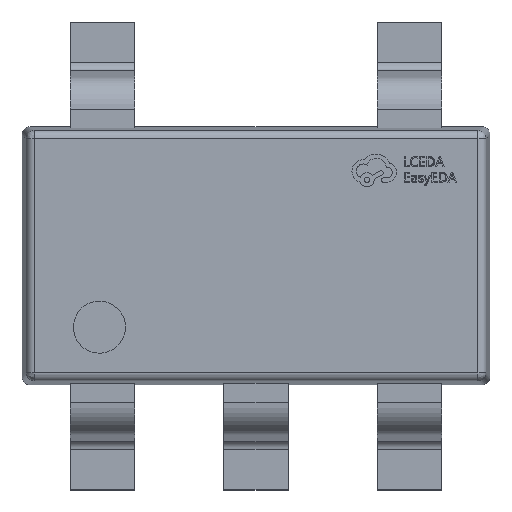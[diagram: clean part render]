
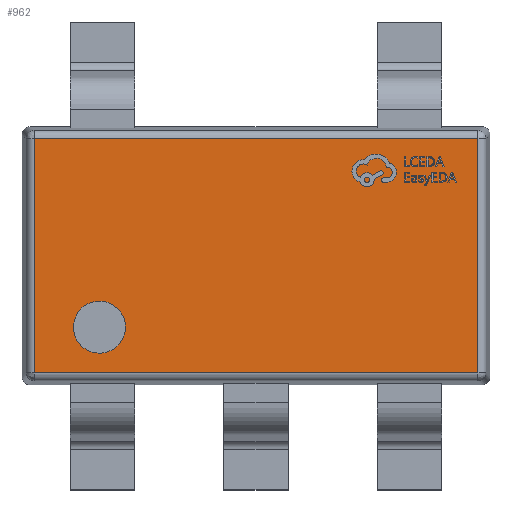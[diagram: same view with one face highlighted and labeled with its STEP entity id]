
A CAD part, top view. The second image highlights one B-rep face of the part: STEP entity #962.
In plain terms, the highlighted free-form (B-spline) face has degree [1, 1] with [2, 2] control points.
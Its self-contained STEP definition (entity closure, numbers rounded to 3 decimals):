
#24 = VERTEX_POINT('',#25);
#25 = CARTESIAN_POINT('',(-0.809,-0.443,1.1));
#30 = EDGE_CURVE('',#31,#24,#33,.T.);
#31 = VERTEX_POINT('',#32);
#32 = CARTESIAN_POINT('',(-1.131,-0.443,1.1));
#33 = ( BOUNDED_CURVE() B_SPLINE_CURVE(2,(#34,#35,#36,#37,#38),
.UNSPECIFIED.,.F.,.F.) B_SPLINE_CURVE_WITH_KNOTS((3,2,3),(3.142,
4.712,6.283),.PIECEWISE_BEZIER_KNOTS.) CURVE() 
GEOMETRIC_REPRESENTATION_ITEM() RATIONAL_B_SPLINE_CURVE((1.,
0.707,1.,0.707,1.)) REPRESENTATION_ITEM('') );
#34 = CARTESIAN_POINT('',(-1.131,-0.443,1.1));
#35 = CARTESIAN_POINT('',(-1.131,-0.604,1.1));
#36 = CARTESIAN_POINT('',(-0.97,-0.604,1.1));
#37 = CARTESIAN_POINT('',(-0.809,-0.604,1.1));
#38 = CARTESIAN_POINT('',(-0.809,-0.443,1.1));
#962 = ADVANCED_FACE('',(#963,#993),#1004,.T.);
#963 = FACE_BOUND('',#964,.T.);
#964 = EDGE_LOOP('',(#965,#974,#981,#988));
#965 = ORIENTED_EDGE('',*,*,#966,.T.);
#966 = EDGE_CURVE('',#967,#969,#971,.T.);
#967 = VERTEX_POINT('',#968);
#968 = CARTESIAN_POINT('',(-1.375,0.725,1.1));
#969 = VERTEX_POINT('',#970);
#970 = CARTESIAN_POINT('',(-1.375,-0.725,1.1));
#971 = B_SPLINE_CURVE_WITH_KNOTS('',1,(#972,#973),.UNSPECIFIED.,.F.,.F.,
  (2,2),(-1.497,-0.047),.PIECEWISE_BEZIER_KNOTS.);
#972 = CARTESIAN_POINT('',(-1.375,0.725,1.1));
#973 = CARTESIAN_POINT('',(-1.375,-0.725,1.1));
#974 = ORIENTED_EDGE('',*,*,#975,.T.);
#975 = EDGE_CURVE('',#969,#976,#978,.T.);
#976 = VERTEX_POINT('',#977);
#977 = CARTESIAN_POINT('',(1.375,-0.725,1.1));
#978 = B_SPLINE_CURVE_WITH_KNOTS('',1,(#979,#980),.UNSPECIFIED.,.F.,.F.,
  (2,2),(-2.797,-0.047),.PIECEWISE_BEZIER_KNOTS.);
#979 = CARTESIAN_POINT('',(-1.375,-0.725,1.1));
#980 = CARTESIAN_POINT('',(1.375,-0.725,1.1));
#981 = ORIENTED_EDGE('',*,*,#982,.T.);
#982 = EDGE_CURVE('',#976,#983,#985,.T.);
#983 = VERTEX_POINT('',#984);
#984 = CARTESIAN_POINT('',(1.375,0.725,1.1));
#985 = B_SPLINE_CURVE_WITH_KNOTS('',1,(#986,#987),.UNSPECIFIED.,.F.,.F.,
  (2,2),(-1.497,-0.047),.PIECEWISE_BEZIER_KNOTS.);
#986 = CARTESIAN_POINT('',(1.375,-0.725,1.1));
#987 = CARTESIAN_POINT('',(1.375,0.725,1.1));
#988 = ORIENTED_EDGE('',*,*,#989,.T.);
#989 = EDGE_CURVE('',#983,#967,#990,.T.);
#990 = B_SPLINE_CURVE_WITH_KNOTS('',1,(#991,#992),.UNSPECIFIED.,.F.,.F.,
  (2,2),(-2.797,-0.047),.PIECEWISE_BEZIER_KNOTS.);
#991 = CARTESIAN_POINT('',(1.375,0.725,1.1));
#992 = CARTESIAN_POINT('',(-1.375,0.725,1.1));
#993 = FACE_BOUND('',#994,.T.);
#994 = EDGE_LOOP('',(#995,#1003));
#995 = ORIENTED_EDGE('',*,*,#996,.F.);
#996 = EDGE_CURVE('',#24,#31,#997,.T.);
#997 = ( BOUNDED_CURVE() B_SPLINE_CURVE(2,(#998,#999,#1000,#1001,#1002),
.UNSPECIFIED.,.F.,.F.) B_SPLINE_CURVE_WITH_KNOTS((3,2,3),(0.,
1.571,3.142),.PIECEWISE_BEZIER_KNOTS.) CURVE() 
GEOMETRIC_REPRESENTATION_ITEM() RATIONAL_B_SPLINE_CURVE((1.,
0.707,1.,0.707,1.)) REPRESENTATION_ITEM('') );
#998 = CARTESIAN_POINT('',(-0.809,-0.443,1.1));
#999 = CARTESIAN_POINT('',(-0.809,-0.281,1.1));
#1000 = CARTESIAN_POINT('',(-0.97,-0.281,1.1));
#1001 = CARTESIAN_POINT('',(-1.131,-0.281,1.1));
#1002 = CARTESIAN_POINT('',(-1.131,-0.443,1.1));
#1003 = ORIENTED_EDGE('',*,*,#30,.F.);
#1004 = B_SPLINE_SURFACE_WITH_KNOTS('',1,1,(
    (#1005,#1006)
    ,(#1007,#1008
    )),.UNSPECIFIED.,.F.,.F.,.F.,(2,2),(2,2),(-1.375,
    1.375),(-0.725,0.725),
  .PIECEWISE_BEZIER_KNOTS.);
#1005 = CARTESIAN_POINT('',(-1.375,-0.725,1.1));
#1006 = CARTESIAN_POINT('',(-1.375,0.725,1.1));
#1007 = CARTESIAN_POINT('',(1.375,-0.725,1.1));
#1008 = CARTESIAN_POINT('',(1.375,0.725,1.1));
